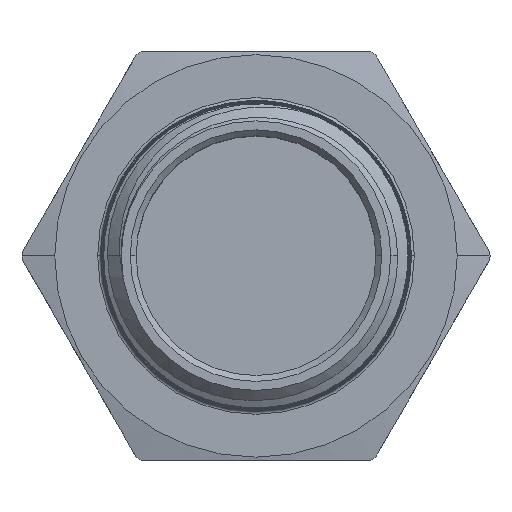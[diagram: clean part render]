
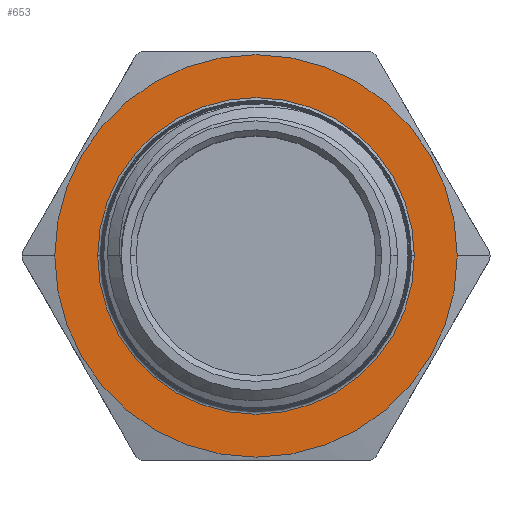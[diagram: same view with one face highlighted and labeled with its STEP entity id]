
A CAD part, top view. The second image highlights one B-rep face of the part: STEP entity #653.
In plain terms, the highlighted planar face has unit normal (0, 0, 1).
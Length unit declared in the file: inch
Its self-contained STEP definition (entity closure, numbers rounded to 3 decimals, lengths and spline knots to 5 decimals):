
#112 = CARTESIAN_POINT ( 'NONE',  ( 0., 0., 0.19 ) ) ;
#113 = DIRECTION ( 'NONE',  ( 0., 0., -1. ) ) ;
#114 = DIRECTION ( 'NONE',  ( 1., 0., 0. ) ) ;
#117 = CARTESIAN_POINT ( 'NONE',  ( 0., 0., 0.19 ) ) ;
#118 = DIRECTION ( 'NONE',  ( 0., 0., -1. ) ) ;
#119 = DIRECTION ( 'NONE',  ( -1., 0., 0. ) ) ;
#653 = ADVANCED_FACE ( 'NONE', ( #4528, #4532 ), #5308, .T. ) ;
#1389 = EDGE_CURVE ( 'NONE', #1677, #1662, #4956, .T. ) ;
#1390 = EDGE_CURVE ( 'NONE', #1644, #1664, #4954, .T. ) ;
#1434 = EDGE_CURVE ( 'NONE', #1664, #1644, #4989, .T. ) ;
#1451 = EDGE_CURVE ( 'NONE', #1662, #1677, #5008, .T. ) ;
#1513 = AXIS2_PLACEMENT_3D ( 'NONE', #5310, #5311, #5306 ) ;
#1537 = AXIS2_PLACEMENT_3D ( 'NONE', #112, #113, #114 ) ;
#1538 = AXIS2_PLACEMENT_3D ( 'NONE', #117, #118, #119 ) ;
#1551 = AXIS2_PLACEMENT_3D ( 'NONE', #1833, #1834, #1835 ) ;
#1561 = AXIS2_PLACEMENT_3D ( 'NONE', #1896, #1897, #1898 ) ;
#1644 = VERTEX_POINT ( 'NONE', #3187 ) ;
#1662 = VERTEX_POINT ( 'NONE', #3202 ) ;
#1664 = VERTEX_POINT ( 'NONE', #3204 ) ;
#1677 = VERTEX_POINT ( 'NONE', #3217 ) ;
#1833 = CARTESIAN_POINT ( 'NONE',  ( 0., 0., 0.19 ) ) ;
#1834 = DIRECTION ( 'NONE',  ( 0., 0., -1. ) ) ;
#1835 = DIRECTION ( 'NONE',  ( -1., 0., 0. ) ) ;
#1896 = CARTESIAN_POINT ( 'NONE',  ( 0., 0., 0.19 ) ) ;
#1897 = DIRECTION ( 'NONE',  ( 0., 0., -1. ) ) ;
#1898 = DIRECTION ( 'NONE',  ( 1., 0., 0. ) ) ;
#3187 = CARTESIAN_POINT ( 'NONE',  ( 0.68, 0., 0.19 ) ) ;
#3202 = CARTESIAN_POINT ( 'NONE',  ( 0.535, 0., 0.19 ) ) ;
#3204 = CARTESIAN_POINT ( 'NONE',  ( -0.68, 0., 0.19 ) ) ;
#3217 = CARTESIAN_POINT ( 'NONE',  ( -0.535, 0., 0.19 ) ) ;
#4296 = ORIENTED_EDGE ( 'NONE', *, *, #1451, .T. ) ;
#4297 = ORIENTED_EDGE ( 'NONE', *, *, #1390, .F. ) ;
#4298 = ORIENTED_EDGE ( 'NONE', *, *, #1434, .F. ) ;
#4320 = ORIENTED_EDGE ( 'NONE', *, *, #1389, .T. ) ;
#4454 = EDGE_LOOP ( 'NONE', ( #4296, #4320 ) ) ;
#4456 = EDGE_LOOP ( 'NONE', ( #4298, #4297 ) ) ;
#4528 = FACE_OUTER_BOUND ( 'NONE', #4456, .T. ) ;
#4532 = FACE_BOUND ( 'NONE', #4454, .T. ) ;
#4954 = CIRCLE ( 'NONE', #1538, 0.68 ) ;
#4956 = CIRCLE ( 'NONE', #1537, 0.535 ) ;
#4989 = CIRCLE ( 'NONE', #1551, 0.68 ) ;
#5008 = CIRCLE ( 'NONE', #1561, 0.535 ) ;
#5306 = DIRECTION ( 'NONE',  ( 1., 0., 0. ) ) ;
#5308 = PLANE ( 'NONE',  #1513 ) ;
#5310 = CARTESIAN_POINT ( 'NONE',  ( -0.39837, -0.69, 0.19 ) ) ;
#5311 = DIRECTION ( 'NONE',  ( 0., 0., 1. ) ) ;
